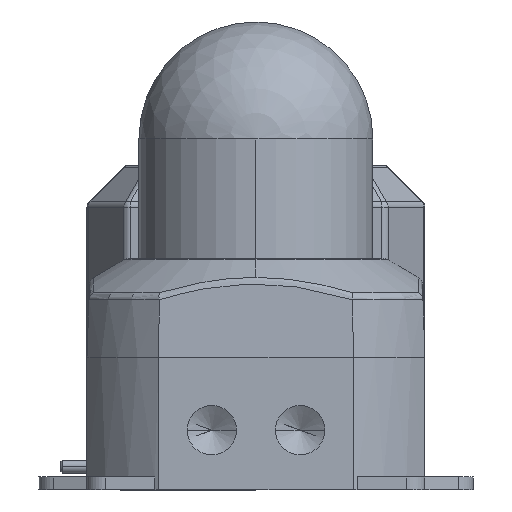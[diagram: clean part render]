
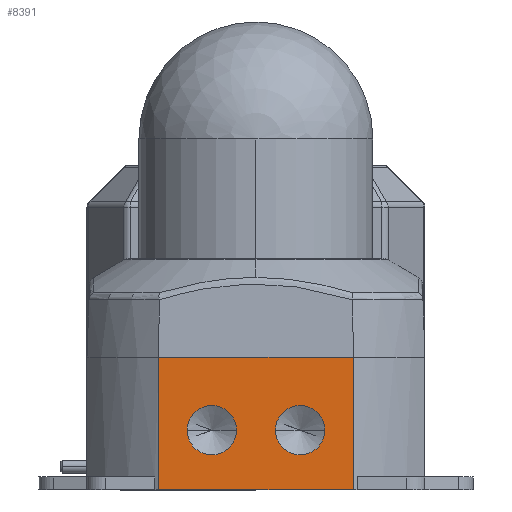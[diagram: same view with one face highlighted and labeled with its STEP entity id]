
A CAD part, front view. The second image highlights one B-rep face of the part: STEP entity #8391.
In plain terms, the highlighted planar face has unit normal (0, -1, 0).
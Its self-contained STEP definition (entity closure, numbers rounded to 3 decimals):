
#62 = VECTOR ( 'NONE', #8045, 1000. ) ;
#150 = ORIENTED_EDGE ( 'NONE', *, *, #1006, .T. ) ;
#309 = CARTESIAN_POINT ( 'NONE',  ( -37.417, -328.4, -51. ) ) ;
#311 = VERTEX_POINT ( 'NONE', #4991 ) ;
#379 = EDGE_CURVE ( 'NONE', #6890, #6077, #3541, .T. ) ;
#655 = DIRECTION ( 'NONE',  ( 1., 0., 0. ) ) ;
#896 = CARTESIAN_POINT ( 'NONE',  ( 26.487, -328.4, -28. ) ) ;
#937 = CARTESIAN_POINT ( 'NONE',  ( -37.417, -328.4, -323.848 ) ) ;
#979 = VERTEX_POINT ( 'NONE', #1849 ) ;
#998 = DIRECTION ( 'NONE',  ( 1., 0., 0. ) ) ;
#1006 = EDGE_CURVE ( 'NONE', #1255, #6085, #2568, .T. ) ;
#1230 = ORIENTED_EDGE ( 'NONE', *, *, #7662, .F. ) ;
#1255 = VERTEX_POINT ( 'NONE', #5171 ) ;
#1456 = DIRECTION ( 'NONE',  ( 0., -1., 0. ) ) ;
#1623 = CARTESIAN_POINT ( 'NONE',  ( 7.513, -328.4, -28. ) ) ;
#1731 = ORIENTED_EDGE ( 'NONE', *, *, #4413, .F. ) ;
#1849 = CARTESIAN_POINT ( 'NONE',  ( -37.417, -328.4, 0. ) ) ;
#1975 = CARTESIAN_POINT ( 'NONE',  ( 37.417, -328.4, -323.848 ) ) ;
#2039 = DIRECTION ( 'NONE',  ( 0., -1., 0. ) ) ;
#2454 = ORIENTED_EDGE ( 'NONE', *, *, #6730, .F. ) ;
#2484 = DIRECTION ( 'NONE',  ( 1., 0., 0. ) ) ;
#2568 = LINE ( 'NONE', #5308, #62 ) ;
#2653 = EDGE_LOOP ( 'NONE', ( #2454, #1731 ) ) ;
#2655 = FACE_BOUND ( 'NONE', #2653, .T. ) ;
#2706 = EDGE_LOOP ( 'NONE', ( #4330, #150, #8386, #3835 ) ) ;
#2753 = DIRECTION ( 'NONE',  ( 1., 0., 0. ) ) ;
#2762 = VERTEX_POINT ( 'NONE', #6318 ) ;
#2852 = AXIS2_PLACEMENT_3D ( 'NONE', #5546, #1456, #4204 ) ;
#2902 = AXIS2_PLACEMENT_3D ( 'NONE', #1975, #4718, #7453 ) ;
#3034 = CIRCLE ( 'NONE', #8071, 9.487 ) ;
#3541 = CIRCLE ( 'NONE', #2852, 9.487 ) ;
#3701 = DIRECTION ( 'NONE',  ( 0., 0., 1. ) ) ;
#3835 = ORIENTED_EDGE ( 'NONE', *, *, #7393, .F. ) ;
#4049 = EDGE_LOOP ( 'NONE', ( #1230, #7621 ) ) ;
#4105 = CARTESIAN_POINT ( 'NONE',  ( 17., -328.4, -28. ) ) ;
#4204 = DIRECTION ( 'NONE',  ( 1., 0., 0. ) ) ;
#4330 = ORIENTED_EDGE ( 'NONE', *, *, #4665, .T. ) ;
#4413 = EDGE_CURVE ( 'NONE', #311, #2762, #5454, .T. ) ;
#4433 = LINE ( 'NONE', #7167, #7606 ) ;
#4665 = EDGE_CURVE ( 'NONE', #4945, #1255, #5894, .T. ) ;
#4718 = DIRECTION ( 'NONE',  ( 0., 1., 0. ) ) ;
#4787 = DIRECTION ( 'NONE',  ( 1., 0., 0. ) ) ;
#4931 = AXIS2_PLACEMENT_3D ( 'NONE', #4105, #6845, #655 ) ;
#4945 = VERTEX_POINT ( 'NONE', #309 ) ;
#4991 = CARTESIAN_POINT ( 'NONE',  ( -26.487, -328.4, -28. ) ) ;
#5171 = CARTESIAN_POINT ( 'NONE',  ( 37.417, -328.4, -51. ) ) ;
#5308 = CARTESIAN_POINT ( 'NONE',  ( 37.417, -328.4, -323.848 ) ) ;
#5351 = EDGE_CURVE ( 'NONE', #979, #6085, #4433, .T. ) ;
#5389 = FACE_BOUND ( 'NONE', #4049, .T. ) ;
#5454 = CIRCLE ( 'NONE', #7452, 9.487 ) ;
#5546 = CARTESIAN_POINT ( 'NONE',  ( 17., -328.4, -28. ) ) ;
#5894 = LINE ( 'NONE', #8652, #7032 ) ;
#6077 = VERTEX_POINT ( 'NONE', #896 ) ;
#6085 = VERTEX_POINT ( 'NONE', #7115 ) ;
#6157 = CARTESIAN_POINT ( 'NONE',  ( -17., -328.4, -28. ) ) ;
#6318 = CARTESIAN_POINT ( 'NONE',  ( -7.513, -328.4, -28. ) ) ;
#6730 = EDGE_CURVE ( 'NONE', #2762, #311, #3034, .T. ) ;
#6732 = FACE_OUTER_BOUND ( 'NONE', #2706, .T. ) ;
#6845 = DIRECTION ( 'NONE',  ( 0., -1., 0. ) ) ;
#6890 = VERTEX_POINT ( 'NONE', #1623 ) ;
#7032 = VECTOR ( 'NONE', #2484, 1000. ) ;
#7115 = CARTESIAN_POINT ( 'NONE',  ( 37.417, -328.4, 0. ) ) ;
#7117 = LINE ( 'NONE', #937, #8222 ) ;
#7167 = CARTESIAN_POINT ( 'NONE',  ( -37.417, -328.4, 0. ) ) ;
#7393 = EDGE_CURVE ( 'NONE', #4945, #979, #7117, .T. ) ;
#7452 = AXIS2_PLACEMENT_3D ( 'NONE', #8194, #2039, #4787 ) ;
#7453 = DIRECTION ( 'NONE',  ( -1., 0., 0. ) ) ;
#7606 = VECTOR ( 'NONE', #998, 1000. ) ;
#7621 = ORIENTED_EDGE ( 'NONE', *, *, #379, .F. ) ;
#7662 = EDGE_CURVE ( 'NONE', #6077, #6890, #8820, .T. ) ;
#8045 = DIRECTION ( 'NONE',  ( 0., 0., 1. ) ) ;
#8071 = AXIS2_PLACEMENT_3D ( 'NONE', #6157, #8928, #2753 ) ;
#8132 = PLANE ( 'NONE',  #2902 ) ;
#8194 = CARTESIAN_POINT ( 'NONE',  ( -17., -328.4, -28. ) ) ;
#8222 = VECTOR ( 'NONE', #3701, 1000. ) ;
#8386 = ORIENTED_EDGE ( 'NONE', *, *, #5351, .F. ) ;
#8391 = ADVANCED_FACE ( 'NONE', ( #6732, #2655, #5389 ), #8132, .F. ) ;
#8652 = CARTESIAN_POINT ( 'NONE',  ( 37.417, -328.4, -51. ) ) ;
#8820 = CIRCLE ( 'NONE', #4931, 9.487 ) ;
#8928 = DIRECTION ( 'NONE',  ( 0., -1., 0. ) ) ;
